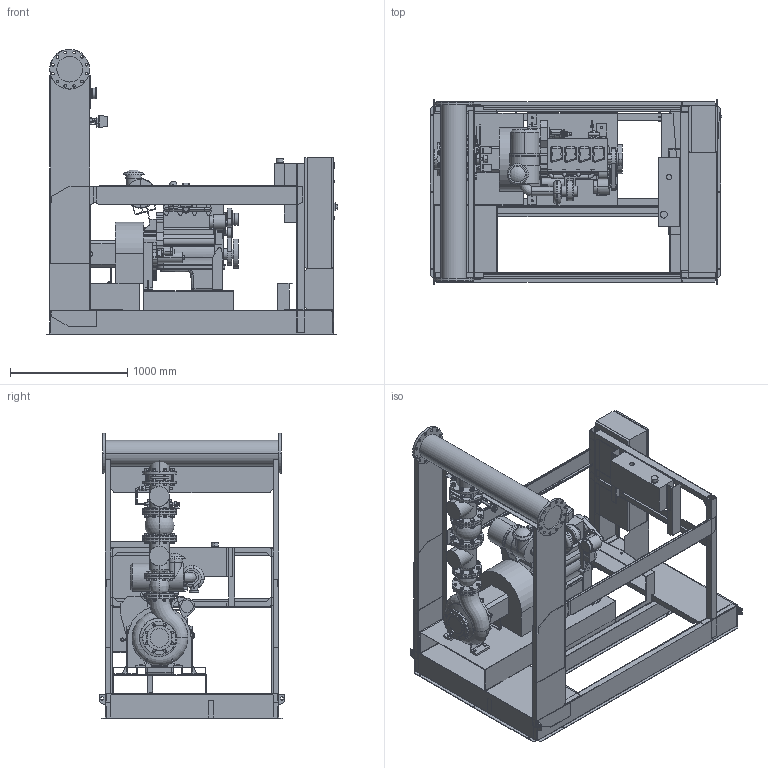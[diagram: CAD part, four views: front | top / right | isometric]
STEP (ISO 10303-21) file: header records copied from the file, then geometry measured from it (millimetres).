
FILE_DESCRIPTION((''),'2;1');
FILE_NAME('3d_Sifire-EN-125_250-224-100D-4183849.stp','2015-05-26T10:32:53',(''),(''),'Mechanical Desktop 2009','Mechanical Desktop 2009',', , ');
FILE_SCHEMA(('CONFIG_CONTROL_DESIGN'));
Length unit declared in the file: millimetre
Products named in the file (1): Product
Bounding box: 2485.5 x 1582 x 2433 mm (x, y, z)
Volume: 542628347.6 mm3; surface area: 40081998.9 mm2
Topology: 178 solids, 178 shells, 4639 faces, 11195 edges, 7051 vertices
Faces by surface type: plane 1766, bspline 1227, cylinder 985, cone 544, torus 110, sphere 7
Entity records: 147257 total; most frequent: CARTESIAN_POINT 44718, ORIENTED_EDGE 22360, DIRECTION 19798, EDGE_CURVE 11180, VERTEX_POINT 7049, AXIS2_PLACEMENT_3D 6895, VECTOR 6008, LINE 6008
